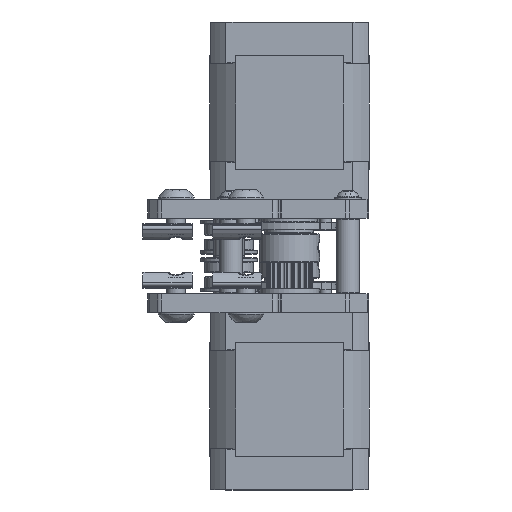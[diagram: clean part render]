
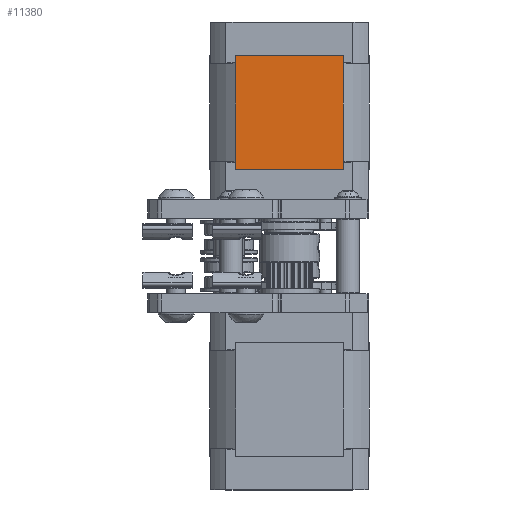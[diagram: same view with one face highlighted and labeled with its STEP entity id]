
A CAD part, left-side view. The second image highlights one B-rep face of the part: STEP entity #11380.
In plain terms, the highlighted face is planar.
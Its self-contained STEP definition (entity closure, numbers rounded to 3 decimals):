
#1506=FACE_OUTER_BOUND('',#2195,.T.);
#2195=EDGE_LOOP('',(#9371,#9372,#9373,#9374,#9375,#9376,#9377,#9378,#9379,
#9380,#9381,#9382));
#2876=LINE('',#20597,#3710);
#2882=LINE('',#20627,#3716);
#2894=LINE('',#20665,#3728);
#2896=LINE('',#20670,#3730);
#2898=LINE('',#20676,#3732);
#2956=LINE('',#20882,#3790);
#2957=LINE('',#20887,#3791);
#2958=LINE('',#20891,#3792);
#2960=LINE('',#20899,#3794);
#2962=LINE('',#20903,#3796);
#2963=LINE('',#20905,#3797);
#2972=LINE('',#20936,#3806);
#3710=VECTOR('',#15267,5.724);
#3716=VECTOR('',#15291,30.2);
#3728=VECTOR('',#15331,0.1);
#3730=VECTOR('',#15335,5.724);
#3732=VECTOR('',#15341,0.1);
#3790=VECTOR('',#15539,30.2);
#3791=VECTOR('',#15546,17.012);
#3792=VECTOR('',#15551,0.1);
#3794=VECTOR('',#15557,0.1);
#3796=VECTOR('',#15563,5.724);
#3797=VECTOR('',#15566,5.724);
#3806=VECTOR('',#15601,17.012);
#5368=VERTEX_POINT('',#20594);
#5369=VERTEX_POINT('',#20596);
#5378=VERTEX_POINT('',#20626);
#5390=VERTEX_POINT('',#20663);
#5392=VERTEX_POINT('',#20669);
#5394=VERTEX_POINT('',#20675);
#5459=VERTEX_POINT('',#20879);
#5460=VERTEX_POINT('',#20881);
#5461=VERTEX_POINT('',#20885);
#5462=VERTEX_POINT('',#20889);
#5465=VERTEX_POINT('',#20896);
#5466=VERTEX_POINT('',#20898);
#6703=EDGE_CURVE('',#5368,#5369,#2876,.T.);
#6716=EDGE_CURVE('',#5369,#5378,#2882,.T.);
#6736=EDGE_CURVE('',#5368,#5390,#2894,.T.);
#6738=EDGE_CURVE('',#5378,#5392,#2896,.T.);
#6741=EDGE_CURVE('',#5394,#5392,#2898,.T.);
#6838=EDGE_CURVE('',#5460,#5459,#2956,.T.);
#6841=EDGE_CURVE('',#5390,#5461,#2957,.T.);
#6843=EDGE_CURVE('',#5461,#5462,#2958,.T.);
#6846=EDGE_CURVE('',#5466,#5465,#2960,.T.);
#6849=EDGE_CURVE('',#5459,#5466,#2962,.T.);
#6850=EDGE_CURVE('',#5462,#5460,#2963,.T.);
#6865=EDGE_CURVE('',#5465,#5394,#2972,.T.);
#9371=ORIENTED_EDGE('',*,*,#6841,.T.);
#9372=ORIENTED_EDGE('',*,*,#6843,.T.);
#9373=ORIENTED_EDGE('',*,*,#6850,.T.);
#9374=ORIENTED_EDGE('',*,*,#6838,.T.);
#9375=ORIENTED_EDGE('',*,*,#6849,.T.);
#9376=ORIENTED_EDGE('',*,*,#6846,.T.);
#9377=ORIENTED_EDGE('',*,*,#6865,.T.);
#9378=ORIENTED_EDGE('',*,*,#6741,.T.);
#9379=ORIENTED_EDGE('',*,*,#6738,.F.);
#9380=ORIENTED_EDGE('',*,*,#6716,.F.);
#9381=ORIENTED_EDGE('',*,*,#6703,.F.);
#9382=ORIENTED_EDGE('',*,*,#6736,.T.);
#10861=PLANE('',#12755);
#11380=ADVANCED_FACE('',(#1506),#10861,.T.);
#12755=AXIS2_PLACEMENT_3D('',#20935,#15599,#15600);
#15267=DIRECTION('',(0.,1.,0.));
#15291=DIRECTION('',(0.,0.,-1.));
#15331=DIRECTION('',(0.,0.,1.));
#15335=DIRECTION('',(0.,-1.,0.));
#15341=DIRECTION('',(0.,0.,1.));
#15539=DIRECTION('',(0.,0.,-1.));
#15546=DIRECTION('',(0.,-1.,0.));
#15551=DIRECTION('',(0.,0.,-1.));
#15557=DIRECTION('',(0.,0.,-1.));
#15563=DIRECTION('',(0.,1.,0.));
#15566=DIRECTION('',(0.,-1.,0.));
#15599=DIRECTION('center_axis',(1.,0.,0.));
#15600=DIRECTION('ref_axis',(0.,0.,
-1.));
#15601=DIRECTION('',(0.,1.,0.));
#20594=CARTESIAN_POINT('',(21.1,8.506,10.66));
#20596=CARTESIAN_POINT('',(21.1,14.23,10.66));
#20597=CARTESIAN_POINT('',(21.1,8.506,10.66));
#20626=CARTESIAN_POINT('',(21.1,14.23,-19.54));
#20627=CARTESIAN_POINT('',(21.1,14.23,10.66));
#20663=CARTESIAN_POINT('',(21.1,8.506,10.76));
#20665=CARTESIAN_POINT('',(21.1,8.506,10.66));
#20669=CARTESIAN_POINT('',(21.1,8.506,-19.54));
#20670=CARTESIAN_POINT('',(21.1,14.23,-19.54));
#20675=CARTESIAN_POINT('',(21.1,8.506,-19.64));
#20676=CARTESIAN_POINT('',(21.1,8.506,-19.64));
#20879=CARTESIAN_POINT('',(21.1,-14.23,-19.54));
#20881=CARTESIAN_POINT('',(21.1,-14.23,10.66));
#20882=CARTESIAN_POINT('',(21.1,-14.23,10.66));
#20885=CARTESIAN_POINT('',(21.1,-8.506,10.76));
#20887=CARTESIAN_POINT('',(21.1,8.506,10.76));
#20889=CARTESIAN_POINT('',(21.1,-8.506,10.66));
#20891=CARTESIAN_POINT('',(21.1,-8.506,10.76));
#20896=CARTESIAN_POINT('',(21.1,-8.506,-19.64));
#20898=CARTESIAN_POINT('',(21.1,-8.506,-19.54));
#20899=CARTESIAN_POINT('',(21.1,-8.506,-19.54));
#20903=CARTESIAN_POINT('',(21.1,-14.23,-19.54));
#20905=CARTESIAN_POINT('',(21.1,-8.506,10.66));
#20935=CARTESIAN_POINT('Origin',(21.1,-14.231,10.761));
#20936=CARTESIAN_POINT('',(21.1,-8.506,-19.64));
